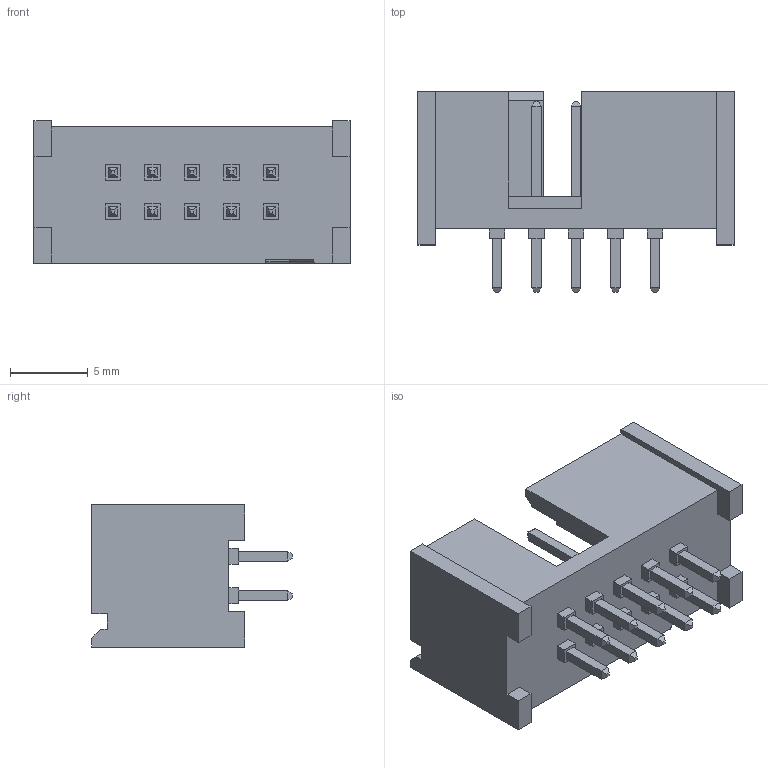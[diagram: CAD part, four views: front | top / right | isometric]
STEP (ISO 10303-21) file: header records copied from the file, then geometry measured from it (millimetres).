
FILE_DESCRIPTION (( 'STEP AP214' ), '1' );
FILE_NAME ('SW3dPS-Tyco - 5103308-1 (Shrouded Header 2.54mm 10 Pin).STEP', '2009-11-08T20:34:35', ( 'SysAdmin' ), ( 'SolidWorks' ), 'SwSTEP 2.0', 'SolidWorks 2009', '' );
FILE_SCHEMA (( 'AUTOMOTIVE_DESIGN' ));
Length unit declared in the file: inch
Products named in the file (1): SW3dPS-Tyco - 5103308-1 (Shrouded Header 2.54mm 10 Pin)
Bounding box: 20.32 x 12.9 x 9.14 mm (x, y, z)
Volume: 759.5 mm3; surface area: 1540.1 mm2
Topology: 11 solids, 11 shells, 283 faces, 666 edges, 415 vertices
Faces by surface type: plane 281, cylinder 2
Entity records: 9652 total; most frequent: CARTESIAN_POINT 1374, ORIENTED_EDGE 1332, DIRECTION 1231, EDGE_CURVE 666, VECTOR 663, LINE 663, VERTEX_POINT 415, EDGE_LOOP 313
